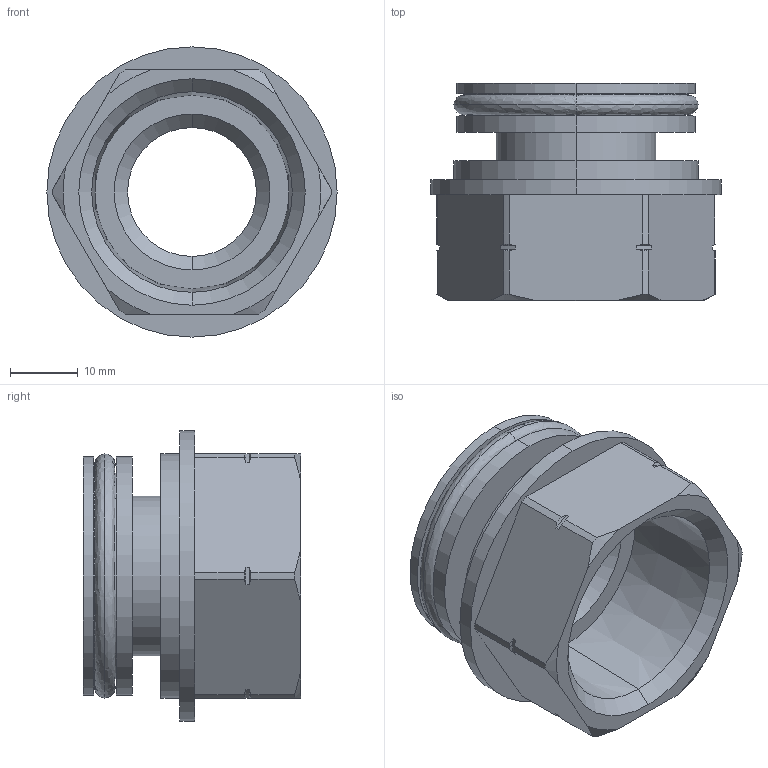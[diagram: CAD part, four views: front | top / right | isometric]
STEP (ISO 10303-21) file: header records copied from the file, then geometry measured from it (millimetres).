
FILE_DESCRIPTION (( 'STEP AP214' ), '1' );
FILE_NAME ('TAP-ACC15.step', '2017-04-05T20:01:54', ( '' ), ( '' ), 'SwSTEP 2.0', 'SolidWorks 2017', '' );
FILE_SCHEMA (( 'AUTOMOTIVE_DESIGN' ));
Length unit declared in the file: inch
Products named in the file (1): TAP-ACC15
Bounding box: 42.8 x 32 x 42.8 mm (x, y, z)
Volume: 15416.1 mm3; surface area: 10296.6 mm2
Topology: 1 solids, 1 shells, 83 faces, 208 edges, 134 vertices
Faces by surface type: cylinder 36, cone 28, plane 15, bspline 4
Entity records: 2734 total; most frequent: CARTESIAN_POINT 594, DIRECTION 428, ORIENTED_EDGE 416, EDGE_CURVE 208, AXIS2_PLACEMENT_3D 176, VERTEX_POINT 134, CIRCLE 96, EDGE_LOOP 92
